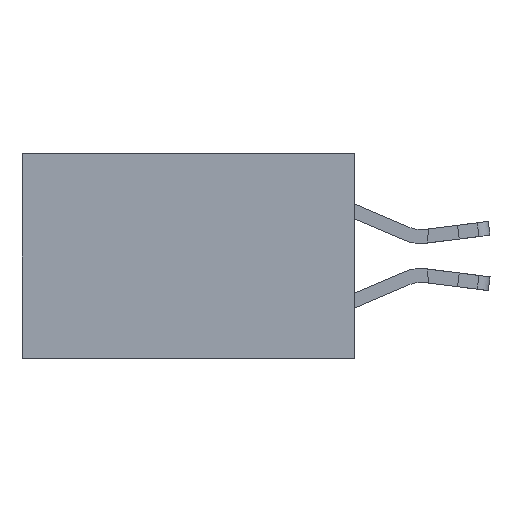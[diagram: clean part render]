
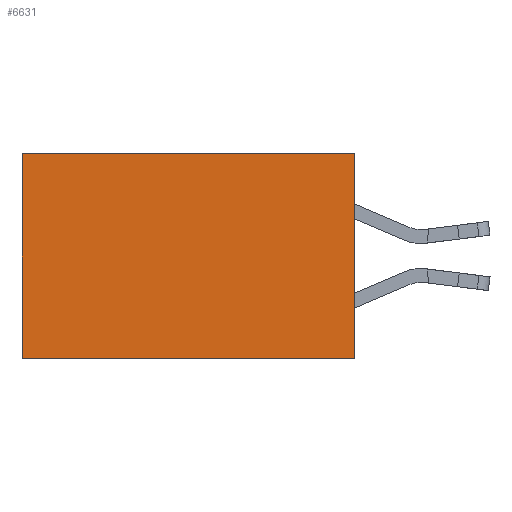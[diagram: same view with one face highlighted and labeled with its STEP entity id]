
A CAD part, left-side view. The second image highlights one B-rep face of the part: STEP entity #6631.
In plain terms, the highlighted planar face has unit normal (-1, 0, 0).
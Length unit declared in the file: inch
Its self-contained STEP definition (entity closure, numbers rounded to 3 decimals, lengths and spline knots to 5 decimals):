
#593 = CARTESIAN_POINT ( 'NONE',  ( 0.2615, 0., -0.37 ) ) ;
#1546 = VECTOR ( 'NONE', #13453, 39.37008 ) ;
#1552 = DIRECTION ( 'NONE',  ( 0., 0., -1. ) ) ;
#2242 = CARTESIAN_POINT ( 'NONE',  ( 0.2615, 0., -0.37 ) ) ;
#2511 = PLANE ( 'NONE',  #10043 ) ;
#2580 = DIRECTION ( 'NONE',  ( 0., 0., -1. ) ) ;
#2716 = EDGE_CURVE ( 'NONE', #15250, #3016, #14621, .T. ) ;
#3016 = VERTEX_POINT ( 'NONE', #8917 ) ;
#5699 = ORIENTED_EDGE ( 'NONE', *, *, #2716, .T. ) ;
#5823 = VERTEX_POINT ( 'NONE', #9268 ) ;
#6429 = VERTEX_POINT ( 'NONE', #2242 ) ;
#6486 = DIRECTION ( 'NONE',  ( 0., 0., -1. ) ) ;
#6592 = LINE ( 'NONE', #7634, #16172 ) ;
#6631 = ADVANCED_FACE ( 'NONE', ( #11501 ), #2511, .F. ) ;
#7611 = CARTESIAN_POINT ( 'NONE',  ( 0.2615, 0., -0.37 ) ) ;
#7634 = CARTESIAN_POINT ( 'NONE',  ( 0.2615, 0., -0.37 ) ) ;
#8028 = DIRECTION ( 'NONE',  ( 1., 0., 0. ) ) ;
#8917 = CARTESIAN_POINT ( 'NONE',  ( 0.2615, 0.6, 0. ) ) ;
#9259 = EDGE_CURVE ( 'NONE', #6429, #5823, #15502, .T. ) ;
#9268 = CARTESIAN_POINT ( 'NONE',  ( 0.2615, 0.6, -0.37 ) ) ;
#9630 = LINE ( 'NONE', #10375, #12665 ) ;
#9677 = EDGE_CURVE ( 'NONE', #15250, #6429, #6592, .T. ) ;
#9691 = ORIENTED_EDGE ( 'NONE', *, *, #9259, .F. ) ;
#9925 = ORIENTED_EDGE ( 'NONE', *, *, #9677, .F. ) ;
#9939 = ORIENTED_EDGE ( 'NONE', *, *, #12943, .T. ) ;
#10043 = AXIS2_PLACEMENT_3D ( 'NONE', #7611, #8028, #6486 ) ;
#10375 = CARTESIAN_POINT ( 'NONE',  ( 0.2615, 0.6, -0.37 ) ) ;
#11501 = FACE_OUTER_BOUND ( 'NONE', #14555, .T. ) ;
#12020 = DIRECTION ( 'NONE',  ( 0., 1., 0. ) ) ;
#12665 = VECTOR ( 'NONE', #1552, 39.37008 ) ;
#12943 = EDGE_CURVE ( 'NONE', #3016, #5823, #9630, .T. ) ;
#13451 = CARTESIAN_POINT ( 'NONE',  ( 0.2615, 0., 0. ) ) ;
#13453 = DIRECTION ( 'NONE',  ( 0., 1., 0. ) ) ;
#14555 = EDGE_LOOP ( 'NONE', ( #9939, #9691, #9925, #5699 ) ) ;
#14621 = LINE ( 'NONE', #13451, #1546 ) ;
#15118 = VECTOR ( 'NONE', #12020, 39.37008 ) ;
#15250 = VERTEX_POINT ( 'NONE', #15893 ) ;
#15502 = LINE ( 'NONE', #593, #15118 ) ;
#15893 = CARTESIAN_POINT ( 'NONE',  ( 0.2615, 0., 0. ) ) ;
#16172 = VECTOR ( 'NONE', #2580, 39.37008 ) ;
